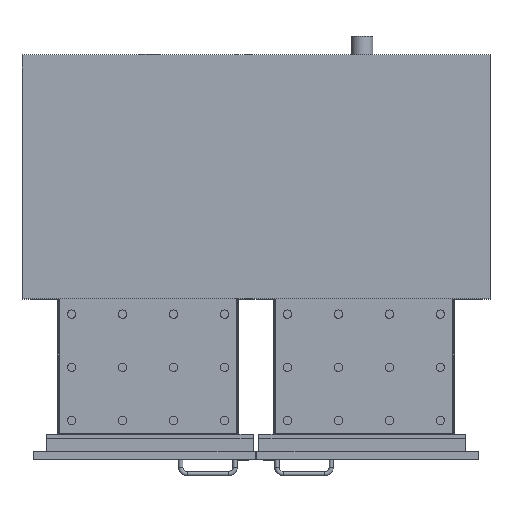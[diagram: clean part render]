
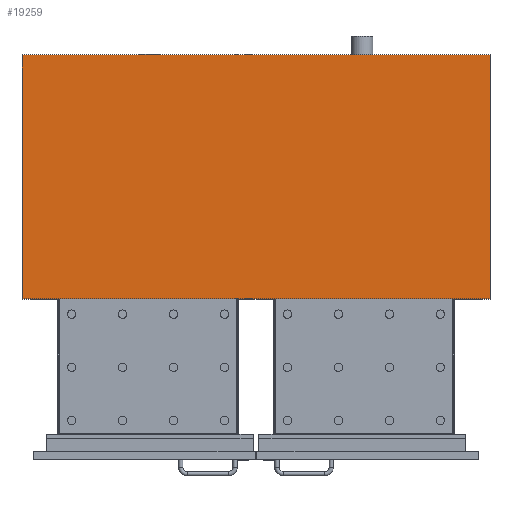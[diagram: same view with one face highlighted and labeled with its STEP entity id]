
A CAD part, top view. The second image highlights one B-rep face of the part: STEP entity #19259.
In plain terms, the highlighted planar face has unit normal (0, 0, 1).
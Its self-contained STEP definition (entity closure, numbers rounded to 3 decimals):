
#2411=FACE_OUTER_BOUND('',#3488,.T.);
#3488=EDGE_LOOP('',(#13476,#13477,#13478,#13479));
#4873=LINE('',#25569,#6834);
#4875=LINE('',#25573,#6836);
#4877=LINE('',#25577,#6838);
#4879=LINE('',#25580,#6840);
#6834=VECTOR('',#21630,10.);
#6836=VECTOR('',#21634,10.);
#6838=VECTOR('',#21638,10.);
#6840=VECTOR('',#21642,10.);
#8753=VERTEX_POINT('',#25566);
#8754=VERTEX_POINT('',#25568);
#8755=VERTEX_POINT('',#25572);
#8756=VERTEX_POINT('',#25576);
#10623=EDGE_CURVE('',#8754,#8753,#4873,.T.);
#10625=EDGE_CURVE('',#8755,#8754,#4875,.T.);
#10627=EDGE_CURVE('',#8756,#8755,#4877,.T.);
#10629=EDGE_CURVE('',#8753,#8756,#4879,.T.);
#13476=ORIENTED_EDGE('',*,*,#10629,.T.);
#13477=ORIENTED_EDGE('',*,*,#10627,.T.);
#13478=ORIENTED_EDGE('',*,*,#10625,.T.);
#13479=ORIENTED_EDGE('',*,*,#10623,.T.);
#18554=PLANE('',#20426);
#19259=ADVANCED_FACE('',(#2411),#18554,.T.);
#20426=AXIS2_PLACEMENT_3D('',#25581,#21643,#21644);
#21630=DIRECTION('',(0.,-1.,0.));
#21634=DIRECTION('',(-1.,0.,0.));
#21638=DIRECTION('',(0.,1.,0.));
#21642=DIRECTION('',(1.,0.,0.));
#21643=DIRECTION('center_axis',(0.,0.,1.));
#21644=DIRECTION('ref_axis',(1.,0.,0.));
#25566=CARTESIAN_POINT('',(-551.,-287.,300.44));
#25568=CARTESIAN_POINT('',(-551.,287.,300.44));
#25569=CARTESIAN_POINT('',(-551.,287.,300.44));
#25572=CARTESIAN_POINT('',(551.,287.,300.44));
#25573=CARTESIAN_POINT('',(551.,287.,300.44));
#25576=CARTESIAN_POINT('',(551.,-287.,300.44));
#25577=CARTESIAN_POINT('',(551.,-287.,300.44));
#25580=CARTESIAN_POINT('',(-551.,-287.,300.44));
#25581=CARTESIAN_POINT('Origin',(0.,0.,300.44));
